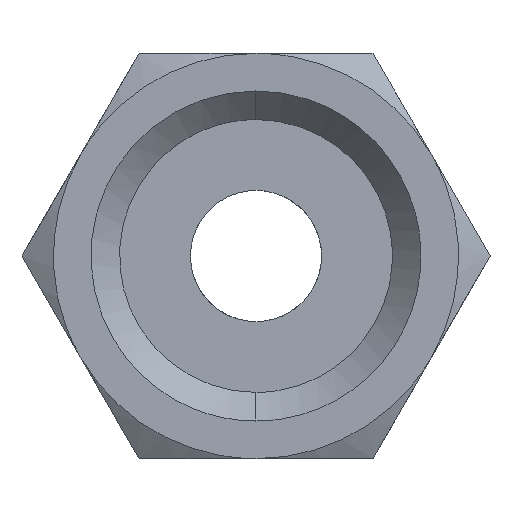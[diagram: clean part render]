
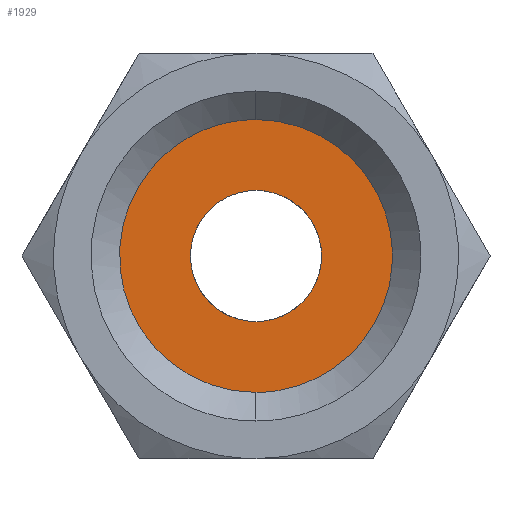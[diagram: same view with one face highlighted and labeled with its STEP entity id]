
A CAD part, front view. The second image highlights one B-rep face of the part: STEP entity #1929.
In plain terms, the highlighted free-form (B-spline) face has degree [1, 1] with [2, 2] control points.
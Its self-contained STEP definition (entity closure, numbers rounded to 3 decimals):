
#75 = CARTESIAN_POINT ( 'NONE',  ( 0., 11., -5.722 ) ) ;
#139 = CARTESIAN_POINT ( 'NONE',  ( 2.75, 11., -1.611 ) ) ;
#156 = CARTESIAN_POINT ( 'NONE',  ( -5.5, 11., 2.75 ) ) ;
#197 = CARTESIAN_POINT ( 'NONE',  ( -5.5, 11., -2.75 ) ) ;
#207 = VERTEX_POINT ( 'NONE', #1779 ) ;
#209 = VERTEX_POINT ( 'NONE', #751 ) ;
#287 = CARTESIAN_POINT ( 'NONE',  ( 5.723, 11., -3.352 ) ) ;
#319 = CARTESIAN_POINT ( 'NONE',  ( 2.75, 11., 1.611 ) ) ;
#331 = CARTESIAN_POINT ( 'NONE',  ( 5.791, 11., -5.791 ) ) ;
#337 = CARTESIAN_POINT ( 'NONE',  ( -5.791, 11., 5.791 ) ) ;
#434 = CARTESIAN_POINT ( 'NONE',  ( 0., 11., 5.722 ) ) ;
#510 = VERTEX_POINT ( 'NONE', #1355 ) ;
#602 = CARTESIAN_POINT ( 'NONE',  ( 3.352, 11., -5.723 ) ) ;
#668 =( BOUNDED_CURVE ( )  B_SPLINE_CURVE ( 3, ( #1500, #1992, #976, #1149 ),
 .UNSPECIFIED., .F., .T. ) 
 B_SPLINE_CURVE_WITH_KNOTS ( ( 4, 4 ),
 ( -3.142, 0. ),
 .UNSPECIFIED. ) 
 CURVE ( )  GEOMETRIC_REPRESENTATION_ITEM ( )  RATIONAL_B_SPLINE_CURVE ( ( 1., 0.333, 0.333, 1. ) ) 
 REPRESENTATION_ITEM ( '' )  );
#722 = B_SPLINE_SURFACE_WITH_KNOTS ( 'NONE', 1, 1, ( 
 ( #870, #331 ),
 ( #337, #858 ) ),
 .UNSPECIFIED., .F., .F., .F.,
 ( 2, 2 ),
 ( 2, 2 ),
 ( 0., 1. ),
 ( 0., 1. ),
 .UNSPECIFIED. ) ;
#751 = CARTESIAN_POINT ( 'NONE',  ( 0., 11., -2.75 ) ) ;
#776 = CARTESIAN_POINT ( 'NONE',  ( 0., 11., -5.722 ) ) ;
#797 = CARTESIAN_POINT ( 'NONE',  ( 3.352, 11., 5.723 ) ) ;
#858 = CARTESIAN_POINT ( 'NONE',  ( 5.791, 11., 5.791 ) ) ;
#862 = ORIENTED_EDGE ( 'NONE', *, *, #1523, .F. ) ;
#870 = CARTESIAN_POINT ( 'NONE',  ( -5.791, 11., -5.791 ) ) ;
#914 = ORIENTED_EDGE ( 'NONE', *, *, #1109, .F. ) ;
#936 = EDGE_LOOP ( 'NONE', ( #914, #2120 ) ) ;
#976 = CARTESIAN_POINT ( 'NONE',  ( -11.445, 11., 5.722 ) ) ;
#980 = CARTESIAN_POINT ( 'NONE',  ( 5.723, 11., 0. ) ) ;
#1009 =( BOUNDED_CURVE ( )  B_SPLINE_CURVE ( 3, ( #434, #797, #1642, #980, #287, #602, #776 ),
 .UNSPECIFIED., .F., .F. ) 
 B_SPLINE_CURVE_WITH_KNOTS ( ( 4, 3, 4 ),
 ( -3.142, -1.571, 0. ),
 .UNSPECIFIED. ) 
 CURVE ( )  GEOMETRIC_REPRESENTATION_ITEM ( )  RATIONAL_B_SPLINE_CURVE ( ( 1., 0.805, 0.805, 1., 0.805, 0.805, 1. ) ) 
 REPRESENTATION_ITEM ( '' )  );
#1022 = VERTEX_POINT ( 'NONE', #75 ) ;
#1069 = CARTESIAN_POINT ( 'NONE',  ( 0., 11., -2.75 ) ) ;
#1109 = EDGE_CURVE ( 'NONE', #209, #510, #1413, .T. ) ;
#1149 = CARTESIAN_POINT ( 'NONE',  ( 0., 11., 5.722 ) ) ;
#1181 = CARTESIAN_POINT ( 'NONE',  ( 0., 11., -2.75 ) ) ;
#1186 = EDGE_LOOP ( 'NONE', ( #862, #1669 ) ) ;
#1191 = CARTESIAN_POINT ( 'NONE',  ( 2.75, 11., 0. ) ) ;
#1224 = CARTESIAN_POINT ( 'NONE',  ( 0., 11., 2.75 ) ) ;
#1349 = CARTESIAN_POINT ( 'NONE',  ( 1.611, 11., -2.75 ) ) ;
#1355 = CARTESIAN_POINT ( 'NONE',  ( 0., 11., 2.75 ) ) ;
#1360 = CARTESIAN_POINT ( 'NONE',  ( 1.611, 11., 2.75 ) ) ;
#1413 =( BOUNDED_CURVE ( )  B_SPLINE_CURVE ( 3, ( #1181, #1349, #139, #1191, #319, #1360, #1676 ),
 .UNSPECIFIED., .F., .F. ) 
 B_SPLINE_CURVE_WITH_KNOTS ( ( 4, 3, 4 ),
 ( -3.142, -1.571, 0. ),
 .UNSPECIFIED. ) 
 CURVE ( )  GEOMETRIC_REPRESENTATION_ITEM ( )  RATIONAL_B_SPLINE_CURVE ( ( 1., 0.805, 0.805, 1., 0.805, 0.805, 1. ) ) 
 REPRESENTATION_ITEM ( '' )  );
#1500 = CARTESIAN_POINT ( 'NONE',  ( 0., 11., -5.722 ) ) ;
#1523 = EDGE_CURVE ( 'NONE', #1022, #207, #668, .T. ) ;
#1574 = FACE_BOUND ( 'NONE', #936, .T. ) ;
#1642 = CARTESIAN_POINT ( 'NONE',  ( 5.722, 11., 3.352 ) ) ;
#1669 = ORIENTED_EDGE ( 'NONE', *, *, #1737, .F. ) ;
#1676 = CARTESIAN_POINT ( 'NONE',  ( 0., 11., 2.75 ) ) ;
#1737 = EDGE_CURVE ( 'NONE', #207, #1022, #1009, .T. ) ;
#1779 = CARTESIAN_POINT ( 'NONE',  ( 0., 11., 5.722 ) ) ;
#1871 = EDGE_CURVE ( 'NONE', #510, #209, #1919, .T. ) ;
#1897 = FACE_OUTER_BOUND ( 'NONE', #1186, .T. ) ;
#1919 =( BOUNDED_CURVE ( )  B_SPLINE_CURVE ( 3, ( #1224, #156, #197, #1069 ),
 .UNSPECIFIED., .F., .T. ) 
 B_SPLINE_CURVE_WITH_KNOTS ( ( 4, 4 ),
 ( -3.142, 0. ),
 .UNSPECIFIED. ) 
 CURVE ( )  GEOMETRIC_REPRESENTATION_ITEM ( )  RATIONAL_B_SPLINE_CURVE ( ( 1., 0.333, 0.333, 1. ) ) 
 REPRESENTATION_ITEM ( '' )  );
#1929 = ADVANCED_FACE ( 'NONE', ( #1574, #1897 ), #722, .F. ) ;
#1992 = CARTESIAN_POINT ( 'NONE',  ( -11.445, 11., -5.722 ) ) ;
#2120 = ORIENTED_EDGE ( 'NONE', *, *, #1871, .F. ) ;
